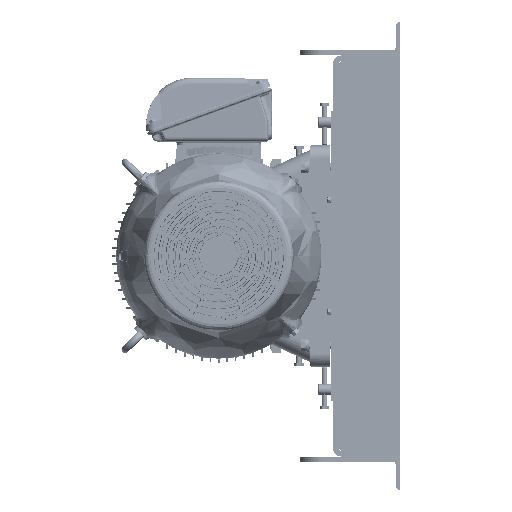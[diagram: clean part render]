
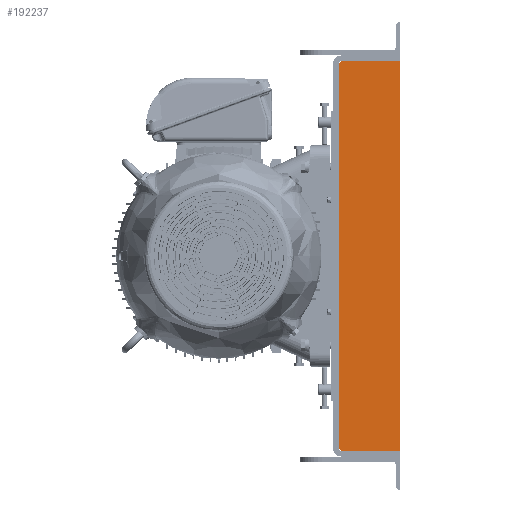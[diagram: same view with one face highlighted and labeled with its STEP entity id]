
A CAD part, left-side view. The second image highlights one B-rep face of the part: STEP entity #192237.
In plain terms, the highlighted planar face has unit normal (-1, 0, 0).
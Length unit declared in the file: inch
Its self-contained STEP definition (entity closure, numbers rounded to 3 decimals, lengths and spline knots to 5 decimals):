
#2203 = DIRECTION ( 'NONE',  ( 0., -1., 0. ) ) ;
#18833 = AXIS2_PLACEMENT_3D ( 'NONE', #239978, #151802, #190248 ) ;
#19101 = LINE ( 'NONE', #364759, #450681 ) ;
#33915 = CARTESIAN_POINT ( 'NONE',  ( 0., 0., -0.5 ) ) ;
#34221 = VECTOR ( 'NONE', #2203, 39.37008 ) ;
#54305 = VECTOR ( 'NONE', #541793, 39.37008 ) ;
#57348 = CARTESIAN_POINT ( 'NONE',  ( 0., 5.5, -0.75 ) ) ;
#61656 = ORIENTED_EDGE ( 'NONE', *, *, #216379, .T. ) ;
#71406 = EDGE_CURVE ( 'NONE', #528730, #156571, #317165, .T. ) ;
#97621 = DIRECTION ( 'NONE',  ( 0., 0.707, -0.707 ) ) ;
#109506 = PLANE ( 'NONE',  #18833 ) ;
#119575 = CARTESIAN_POINT ( 'NONE',  ( 0., 5.25, -0.5 ) ) ;
#128564 = CARTESIAN_POINT ( 'NONE',  ( 0., 0., -35.5 ) ) ;
#130937 = VECTOR ( 'NONE', #240312, 39.37008 ) ;
#147359 = ORIENTED_EDGE ( 'NONE', *, *, #71406, .T. ) ;
#151802 = DIRECTION ( 'NONE',  ( 1., 0., 0. ) ) ;
#156571 = VERTEX_POINT ( 'NONE', #539659 ) ;
#190248 = DIRECTION ( 'NONE',  ( 0., 0., -1. ) ) ;
#192237 = ADVANCED_FACE ( 'NONE', ( #218752 ), #109506, .F. ) ;
#198930 = CARTESIAN_POINT ( 'NONE',  ( 0., 5.25, -0.5 ) ) ;
#203242 = EDGE_CURVE ( 'NONE', #473862, #528730, #411549, .T. ) ;
#216379 = EDGE_CURVE ( 'NONE', #552040, #473862, #19101, .T. ) ;
#218752 = FACE_OUTER_BOUND ( 'NONE', #335630, .T. ) ;
#219168 = EDGE_CURVE ( 'NONE', #156571, #435259, #519944, .T. ) ;
#234169 = VECTOR ( 'NONE', #479734, 39.37008 ) ;
#239978 = CARTESIAN_POINT ( 'NONE',  ( 0., 0., 0. ) ) ;
#240312 = DIRECTION ( 'NONE',  ( 0., 1., 0. ) ) ;
#243472 = CARTESIAN_POINT ( 'NONE',  ( 0., 5.5, -35.25 ) ) ;
#259800 = CARTESIAN_POINT ( 'NONE',  ( 0., 5.25, -35.5 ) ) ;
#267799 = ORIENTED_EDGE ( 'NONE', *, *, #397870, .T. ) ;
#280793 = LINE ( 'NONE', #128564, #34221 ) ;
#287275 = CARTESIAN_POINT ( 'NONE',  ( 0., 0., -35.5 ) ) ;
#292128 = EDGE_CURVE ( 'NONE', #347142, #552040, #280793, .T. ) ;
#317165 = LINE ( 'NONE', #57348, #378672 ) ;
#335630 = EDGE_LOOP ( 'NONE', ( #61656, #500218, #147359, #514095, #267799, #386691 ) ) ;
#347142 = VERTEX_POINT ( 'NONE', #403380 ) ;
#361433 = CARTESIAN_POINT ( 'NONE',  ( 0., 5.5, -35.25 ) ) ;
#364759 = CARTESIAN_POINT ( 'NONE',  ( 0., 0., -0.5 ) ) ;
#378672 = VECTOR ( 'NONE', #97621, 39.37008 ) ;
#386691 = ORIENTED_EDGE ( 'NONE', *, *, #292128, .T. ) ;
#397870 = EDGE_CURVE ( 'NONE', #435259, #347142, #473889, .T. ) ;
#403380 = CARTESIAN_POINT ( 'NONE',  ( 0., 5.25, -35.5 ) ) ;
#411549 = LINE ( 'NONE', #119575, #130937 ) ;
#435259 = VERTEX_POINT ( 'NONE', #361433 ) ;
#450681 = VECTOR ( 'NONE', #538599, 39.37008 ) ;
#473862 = VERTEX_POINT ( 'NONE', #33915 ) ;
#473889 = LINE ( 'NONE', #259800, #234169 ) ;
#479734 = DIRECTION ( 'NONE',  ( 0., -0.707, -0.707 ) ) ;
#500218 = ORIENTED_EDGE ( 'NONE', *, *, #203242, .T. ) ;
#514095 = ORIENTED_EDGE ( 'NONE', *, *, #219168, .T. ) ;
#519944 = LINE ( 'NONE', #243472, #54305 ) ;
#528730 = VERTEX_POINT ( 'NONE', #198930 ) ;
#538599 = DIRECTION ( 'NONE',  ( 0., 0., 1. ) ) ;
#539659 = CARTESIAN_POINT ( 'NONE',  ( 0., 5.5, -0.75 ) ) ;
#541793 = DIRECTION ( 'NONE',  ( 0., 0., -1. ) ) ;
#552040 = VERTEX_POINT ( 'NONE', #287275 ) ;
